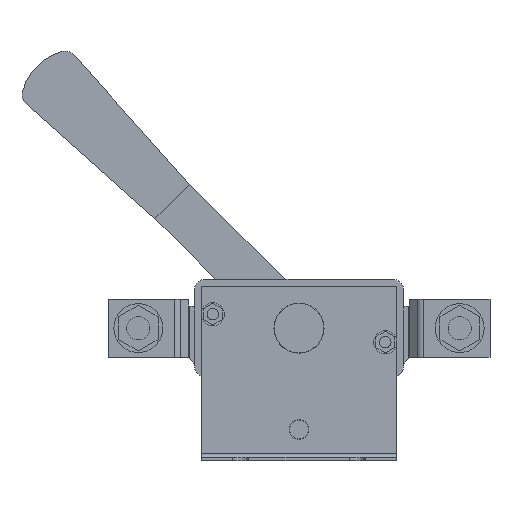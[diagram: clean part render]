
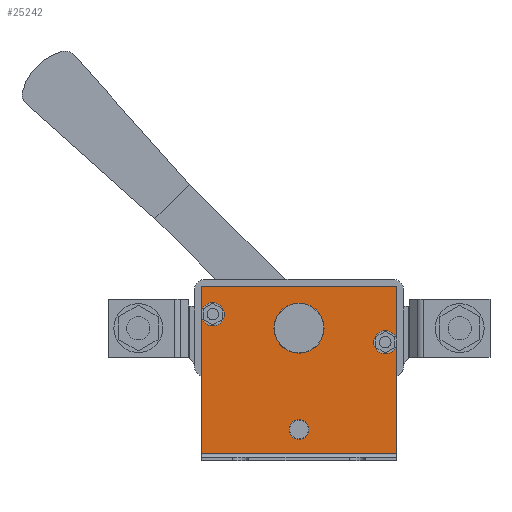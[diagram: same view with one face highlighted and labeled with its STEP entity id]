
A CAD part, left-side view. The second image highlights one B-rep face of the part: STEP entity #25242.
In plain terms, the highlighted planar face has unit normal (-1, 0, 0).
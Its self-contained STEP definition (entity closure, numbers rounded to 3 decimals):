
#499 = VERTEX_POINT ( 'NONE', #14386 ) ;
#1239 = LINE ( 'NONE', #5676, #17212 ) ;
#1563 = DIRECTION ( 'NONE',  ( 0., 0., 1. ) ) ;
#1715 = CARTESIAN_POINT ( 'NONE',  ( -75.5, -37., -6. ) ) ;
#2237 = EDGE_CURVE ( 'NONE', #499, #25200, #18508, .T. ) ;
#2709 = ORIENTED_EDGE ( 'NONE', *, *, #26076, .T. ) ;
#2848 = CARTESIAN_POINT ( 'NONE',  ( -75.5, 0., 0. ) ) ;
#2984 = VECTOR ( 'NONE', #21426, 1000. ) ;
#3825 = DIRECTION ( 'NONE',  ( 0., 0., -1. ) ) ;
#3963 = EDGE_CURVE ( 'NONE', #25200, #25200, #5523, .T. ) ;
#4632 = EDGE_LOOP ( 'NONE', ( #2709, #25026, #8790, #21100, #4653, #22913, #17377, #16032 ) ) ;
#4653 = ORIENTED_EDGE ( 'NONE', *, *, #7091, .F. ) ;
#4733 = DIRECTION ( 'NONE',  ( 0., 0., 1. ) ) ;
#4982 = EDGE_CURVE ( 'NONE', #18107, #18107, #7732, .T. ) ;
#5004 = CARTESIAN_POINT ( 'NONE',  ( -75.5, 0., -43.5 ) ) ;
#5409 = AXIS2_PLACEMENT_3D ( 'NONE', #8807, #17194, #4733 ) ;
#5523 = CIRCLE ( 'NONE', #22292, 5. ) ;
#5676 = CARTESIAN_POINT ( 'NONE',  ( -75.5, -42., -55.5 ) ) ;
#6089 = CIRCLE ( 'NONE', #19668, 5. ) ;
#6731 = DIRECTION ( 'NONE',  ( 1., 0., 0. ) ) ;
#6801 = VECTOR ( 'NONE', #25178, 1000. ) ;
#6986 = EDGE_LOOP ( 'NONE', ( #15046 ) ) ;
#7091 = EDGE_CURVE ( 'NONE', #25200, #10549, #13404, .T. ) ;
#7110 = DIRECTION ( 'NONE',  ( 0., 0., -1. ) ) ;
#7659 = DIRECTION ( 'NONE',  ( 0., 1., 0. ) ) ;
#7660 = CARTESIAN_POINT ( 'NONE',  ( -75.5, 42., -55.5 ) ) ;
#7732 = CIRCLE ( 'NONE', #18011, 10.75 ) ;
#7773 = VECTOR ( 'NONE', #7659, 1000. ) ;
#8188 = CARTESIAN_POINT ( 'NONE',  ( -75.5, -42., 18. ) ) ;
#8790 = ORIENTED_EDGE ( 'NONE', *, *, #17102, .T. ) ;
#8807 = CARTESIAN_POINT ( 'NONE',  ( -75.5, 122.13, -55.5 ) ) ;
#9076 = CARTESIAN_POINT ( 'NONE',  ( -75.5, -42., -6. ) ) ;
#9750 = DIRECTION ( 'NONE',  ( 1., 0., 0. ) ) ;
#9946 = VERTEX_POINT ( 'NONE', #11907 ) ;
#10549 = VERTEX_POINT ( 'NONE', #15664 ) ;
#10641 = CARTESIAN_POINT ( 'NONE',  ( -75.5, 42., 6. ) ) ;
#11203 = EDGE_CURVE ( 'NONE', #10549, #11825, #19159, .T. ) ;
#11825 = VERTEX_POINT ( 'NONE', #8188 ) ;
#11907 = CARTESIAN_POINT ( 'NONE',  ( -75.5, 0., -47.75 ) ) ;
#12867 = EDGE_LOOP ( 'NONE', ( #19894 ) ) ;
#13332 = LINE ( 'NONE', #15939, #7773 ) ;
#13404 = LINE ( 'NONE', #7660, #17623 ) ;
#14003 = DIRECTION ( 'NONE',  ( 0., -1., 0. ) ) ;
#14277 = VECTOR ( 'NONE', #14003, 1000. ) ;
#14340 = FACE_BOUND ( 'NONE', #12867, .T. ) ;
#14386 = CARTESIAN_POINT ( 'NONE',  ( -75.5, 42., -54. ) ) ;
#15046 = ORIENTED_EDGE ( 'NONE', *, *, #4982, .T. ) ;
#15094 = PLANE ( 'NONE',  #5409 ) ;
#15649 = VERTEX_POINT ( 'NONE', #20090 ) ;
#15664 = CARTESIAN_POINT ( 'NONE',  ( -75.5, 42., 18. ) ) ;
#15728 = CARTESIAN_POINT ( 'NONE',  ( -75.5, 0., -10.75 ) ) ;
#15795 = VERTEX_POINT ( 'NONE', #9076 ) ;
#15800 = EDGE_CURVE ( 'NONE', #9946, #9946, #21620, .T. ) ;
#15939 = CARTESIAN_POINT ( 'NONE',  ( -75.5, 42., -54. ) ) ;
#15990 = CARTESIAN_POINT ( 'NONE',  ( -75.5, 122.13, 18. ) ) ;
#16032 = ORIENTED_EDGE ( 'NONE', *, *, #26497, .F. ) ;
#16309 = DIRECTION ( 'NONE',  ( 1., 0., 0. ) ) ;
#16454 = AXIS2_PLACEMENT_3D ( 'NONE', #5004, #19562, #7110 ) ;
#17102 = EDGE_CURVE ( 'NONE', #15795, #11825, #19615, .T. ) ;
#17194 = DIRECTION ( 'NONE',  ( 1., 0., 0. ) ) ;
#17212 = VECTOR ( 'NONE', #1563, 1000. ) ;
#17377 = ORIENTED_EDGE ( 'NONE', *, *, #2237, .F. ) ;
#17623 = VECTOR ( 'NONE', #25913, 1000. ) ;
#18011 = AXIS2_PLACEMENT_3D ( 'NONE', #2848, #6731, #21275 ) ;
#18107 = VERTEX_POINT ( 'NONE', #15728 ) ;
#18508 = LINE ( 'NONE', #18854, #6801 ) ;
#18570 = FACE_BOUND ( 'NONE', #6986, .T. ) ;
#18854 = CARTESIAN_POINT ( 'NONE',  ( -75.5, 42., -55.5 ) ) ;
#19159 = LINE ( 'NONE', #15990, #14277 ) ;
#19562 = DIRECTION ( 'NONE',  ( 1., 0., 0. ) ) ;
#19615 = LINE ( 'NONE', #23478, #2984 ) ;
#19668 = AXIS2_PLACEMENT_3D ( 'NONE', #1715, #16309, #3825 ) ;
#19894 = ORIENTED_EDGE ( 'NONE', *, *, #15800, .T. ) ;
#20090 = CARTESIAN_POINT ( 'NONE',  ( -75.5, -42., -54. ) ) ;
#21100 = ORIENTED_EDGE ( 'NONE', *, *, #11203, .F. ) ;
#21275 = DIRECTION ( 'NONE',  ( 0., 0., -1. ) ) ;
#21426 = DIRECTION ( 'NONE',  ( 0., 0., 1. ) ) ;
#21585 = EDGE_CURVE ( 'NONE', #15795, #15795, #6089, .T. ) ;
#21620 = CIRCLE ( 'NONE', #16454, 4.25 ) ;
#22210 = CARTESIAN_POINT ( 'NONE',  ( -75.5, 37., 6. ) ) ;
#22292 = AXIS2_PLACEMENT_3D ( 'NONE', #22210, #9750, #24287 ) ;
#22913 = ORIENTED_EDGE ( 'NONE', *, *, #3963, .T. ) ;
#23478 = CARTESIAN_POINT ( 'NONE',  ( -75.5, -42., -55.5 ) ) ;
#24056 = FACE_OUTER_BOUND ( 'NONE', #4632, .T. ) ;
#24287 = DIRECTION ( 'NONE',  ( 0., 0., -1. ) ) ;
#25026 = ORIENTED_EDGE ( 'NONE', *, *, #21585, .T. ) ;
#25178 = DIRECTION ( 'NONE',  ( 0., 0., 1. ) ) ;
#25200 = VERTEX_POINT ( 'NONE', #10641 ) ;
#25242 = ADVANCED_FACE ( 'NONE', ( #14340, #18570, #24056 ), #15094, .F. ) ;
#25913 = DIRECTION ( 'NONE',  ( 0., 0., 1. ) ) ;
#26076 = EDGE_CURVE ( 'NONE', #15649, #15795, #1239, .T. ) ;
#26497 = EDGE_CURVE ( 'NONE', #15649, #499, #13332, .T. ) ;
